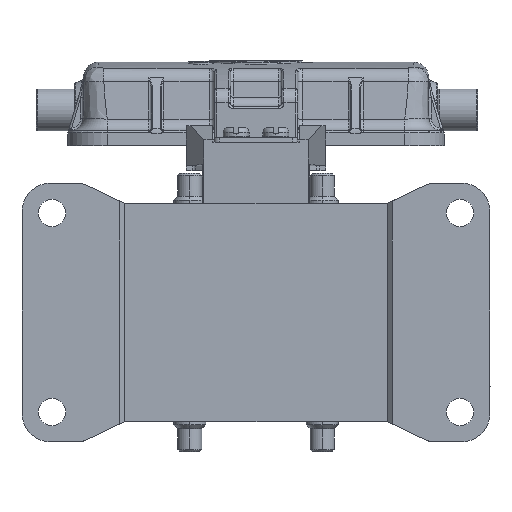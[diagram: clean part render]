
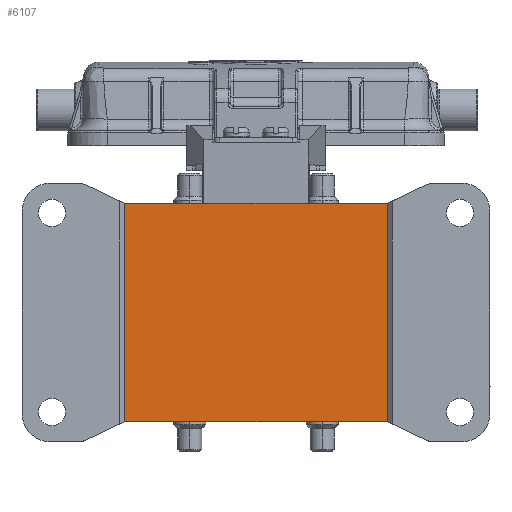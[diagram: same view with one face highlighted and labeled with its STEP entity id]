
A CAD part, front view. The second image highlights one B-rep face of the part: STEP entity #6107.
In plain terms, the highlighted planar face has unit normal (0, -1, 0).
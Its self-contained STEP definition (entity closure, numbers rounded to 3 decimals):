
#4851=B_SPLINE_CURVE_WITH_KNOTS('',3,(#39741,#39742,#39743,#39744,#39745,
#39746,#39747),.UNSPECIFIED.,.F.,.F.,(4,3,4),(0.,0.03,1.),
 .UNSPECIFIED.);
#4867=B_SPLINE_CURVE_WITH_KNOTS('',3,(#40035,#40036,#40037,#40038),
 .UNSPECIFIED.,.F.,.F.,(4,4),(0.,1.),.UNSPECIFIED.);
#4869=B_SPLINE_CURVE_WITH_KNOTS('',3,(#40045,#40046,#40047,#40048,#40049,
#40050,#40051,#40052,#40053,#40054),.UNSPECIFIED.,.F.,.F.,(4,3,3,4),(0.,
0.03,0.97,1.),.UNSPECIFIED.);
#4872=B_SPLINE_CURVE_WITH_KNOTS('',3,(#40093,#40094,#40095,#40096,#40097,
#40098,#40099),.UNSPECIFIED.,.F.,.F.,(4,3,4),(0.,0.03,1.),
 .UNSPECIFIED.);
#4874=B_SPLINE_CURVE_WITH_KNOTS('',3,(#40106,#40107,#40108,#40109,#40110,
#40111,#40112),.UNSPECIFIED.,.F.,.F.,(4,3,4),(0.,0.969,1.),
 .UNSPECIFIED.);
#4875=B_SPLINE_CURVE_WITH_KNOTS('',3,(#40115,#40116,#40117,#40118),
 .UNSPECIFIED.,.F.,.F.,(4,4),(0.,1.),.UNSPECIFIED.);
#4876=B_SPLINE_CURVE_WITH_KNOTS('',3,(#40119,#40120,#40121,#40122),
 .UNSPECIFIED.,.F.,.F.,(4,4),(0.,1.),.UNSPECIFIED.);
#4877=B_SPLINE_CURVE_WITH_KNOTS('',3,(#40123,#40124,#40125,#40126),
 .UNSPECIFIED.,.F.,.F.,(4,4),(0.,1.),.UNSPECIFIED.);
#6107=ADVANCED_FACE('',(#8140),#7523,.T.);
#7523=PLANE('',#26718);
#8140=FACE_OUTER_BOUND('',#9675,.T.);
#9675=EDGE_LOOP('',(#13144,#13145,#13146,#13147,#13148,#13149,#13150,#13151));
#13144=ORIENTED_EDGE('',*,*,#22908,.F.);
#13145=ORIENTED_EDGE('',*,*,#22909,.T.);
#13146=ORIENTED_EDGE('',*,*,#22906,.F.);
#13147=ORIENTED_EDGE('',*,*,#22910,.F.);
#13148=ORIENTED_EDGE('',*,*,#22889,.F.);
#13149=ORIENTED_EDGE('',*,*,#22887,.F.);
#13150=ORIENTED_EDGE('',*,*,#22773,.F.);
#13151=ORIENTED_EDGE('',*,*,#22911,.F.);
#20171=VERTEX_POINT('',#39740);
#20172=VERTEX_POINT('',#39748);
#20259=VERTEX_POINT('',#40039);
#20260=VERTEX_POINT('',#40055);
#20271=VERTEX_POINT('',#40092);
#20272=VERTEX_POINT('',#40100);
#20273=VERTEX_POINT('',#40113);
#20274=VERTEX_POINT('',#40114);
#22773=EDGE_CURVE('',#20171,#20172,#4851,.T.);
#22887=EDGE_CURVE('',#20172,#20259,#4867,.T.);
#22889=EDGE_CURVE('',#20259,#20260,#4869,.T.);
#22906=EDGE_CURVE('',#20271,#20272,#4872,.T.);
#22908=EDGE_CURVE('',#20273,#20274,#4874,.T.);
#22909=EDGE_CURVE('',#20273,#20272,#4875,.T.);
#22910=EDGE_CURVE('',#20260,#20271,#4876,.T.);
#22911=EDGE_CURVE('',#20274,#20171,#4877,.T.);
#26718=AXIS2_PLACEMENT_3D('',#40127,#29749,#29750);
#29749=DIRECTION('',(0.,-1.,0.));
#29750=DIRECTION('',(-1.,0.,0.));
#39740=CARTESIAN_POINT('',(52.073,50.375,18.593));
#39741=CARTESIAN_POINT('',(52.073,50.375,18.592));
#39742=CARTESIAN_POINT('',(52.073,50.375,18.592));
#39743=CARTESIAN_POINT('',(52.073,50.375,18.593));
#39744=CARTESIAN_POINT('',(52.073,50.375,18.593));
#39745=CARTESIAN_POINT('',(52.067,50.375,18.595));
#39746=CARTESIAN_POINT('',(52.061,50.375,18.598));
#39747=CARTESIAN_POINT('',(52.055,50.375,18.601));
#39748=CARTESIAN_POINT('',(52.055,50.375,18.601));
#40035=CARTESIAN_POINT('',(52.055,50.375,18.601));
#40036=CARTESIAN_POINT('',(34.487,50.375,18.601));
#40037=CARTESIAN_POINT('',(16.918,50.375,18.601));
#40038=CARTESIAN_POINT('',(-0.65,50.375,18.601));
#40039=CARTESIAN_POINT('',(-0.65,50.375,18.601));
#40045=CARTESIAN_POINT('',(-0.649,50.375,18.601));
#40046=CARTESIAN_POINT('',(-0.65,50.375,18.601));
#40047=CARTESIAN_POINT('',(-0.65,50.375,18.601));
#40048=CARTESIAN_POINT('',(-0.65,50.375,18.601));
#40049=CARTESIAN_POINT('',(-0.656,50.375,18.598));
#40050=CARTESIAN_POINT('',(-0.661,50.375,18.596));
#40051=CARTESIAN_POINT('',(-0.667,50.375,18.593));
#40052=CARTESIAN_POINT('',(-0.667,50.375,18.593));
#40053=CARTESIAN_POINT('',(-0.667,50.375,18.593));
#40054=CARTESIAN_POINT('',(-0.668,50.375,18.593));
#40055=CARTESIAN_POINT('',(-0.668,50.375,18.593));
#40092=CARTESIAN_POINT('',(-0.668,50.375,62.442));
#40093=CARTESIAN_POINT('',(-0.668,50.375,62.442));
#40094=CARTESIAN_POINT('',(-0.668,50.375,62.442));
#40095=CARTESIAN_POINT('',(-0.668,50.375,62.442));
#40096=CARTESIAN_POINT('',(-0.667,50.375,62.442));
#40097=CARTESIAN_POINT('',(-0.662,50.375,62.439));
#40098=CARTESIAN_POINT('',(-0.656,50.375,62.436));
#40099=CARTESIAN_POINT('',(-0.65,50.375,62.434));
#40100=CARTESIAN_POINT('',(-0.65,50.375,62.434));
#40106=CARTESIAN_POINT('',(52.055,50.375,62.434));
#40107=CARTESIAN_POINT('',(52.061,50.375,62.436));
#40108=CARTESIAN_POINT('',(52.066,50.375,62.439));
#40109=CARTESIAN_POINT('',(52.072,50.375,62.442));
#40110=CARTESIAN_POINT('',(52.072,50.375,62.442));
#40111=CARTESIAN_POINT('',(52.072,50.375,62.442));
#40112=CARTESIAN_POINT('',(52.073,50.375,62.442));
#40113=CARTESIAN_POINT('',(52.055,50.375,62.434));
#40114=CARTESIAN_POINT('',(52.073,50.375,62.442));
#40115=CARTESIAN_POINT('',(52.055,50.375,62.434));
#40116=CARTESIAN_POINT('',(34.487,50.375,62.434));
#40117=CARTESIAN_POINT('',(16.918,50.375,62.434));
#40118=CARTESIAN_POINT('',(-0.65,50.375,62.434));
#40119=CARTESIAN_POINT('',(-0.668,50.376,18.593));
#40120=CARTESIAN_POINT('',(-0.668,50.376,33.209));
#40121=CARTESIAN_POINT('',(-0.668,50.376,47.826));
#40122=CARTESIAN_POINT('',(-0.668,50.376,62.442));
#40123=CARTESIAN_POINT('',(52.073,50.376,62.442));
#40124=CARTESIAN_POINT('',(52.073,50.376,47.825));
#40125=CARTESIAN_POINT('',(52.073,50.376,33.209));
#40126=CARTESIAN_POINT('',(52.073,50.376,18.593));
#40127=CARTESIAN_POINT('',(25.703,50.375,40.517));
